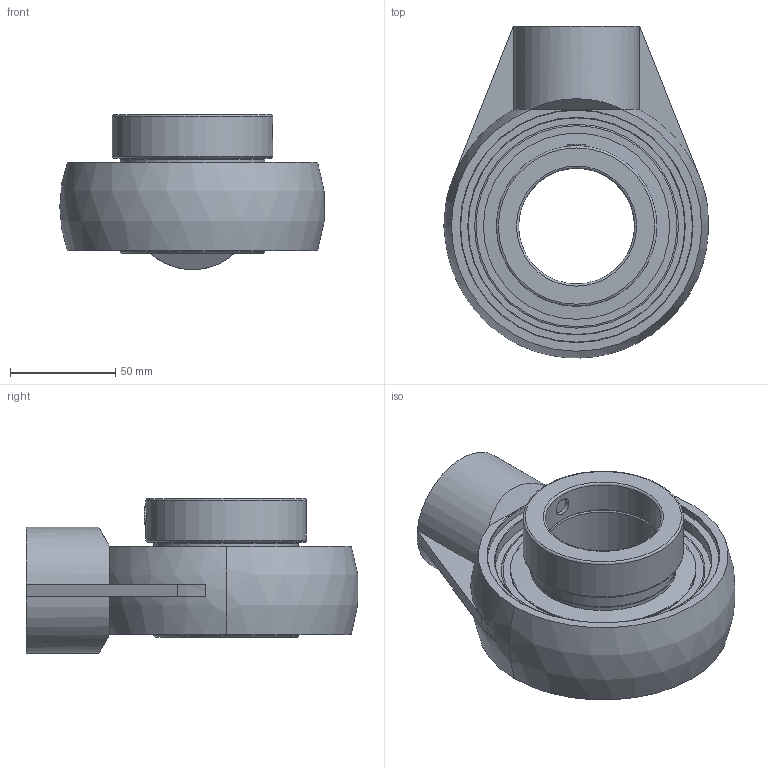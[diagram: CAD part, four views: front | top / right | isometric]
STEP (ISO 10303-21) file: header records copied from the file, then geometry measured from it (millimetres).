
FILE_DESCRIPTION(('HOOPS Exchange Step'),'2;1');
FILE_NAME('export-EED55E72-7236-42B2-A6F5-2A25CBB64702.stp','2020-05-20T08:34:09-07:00',('dkerr'),('Alibre'),'HOOPS Exchange 2020.0','Alibre','Unknown authorisation');
FILE_SCHEMA( ('AP242_MANAGED_MODEL_BASED_3D_ENGINEERING_MIM_LF {1 0 10303 442 1 1 4 }') );
Length unit declared in the file: inch
Products named in the file (8): MRN SHAM L4L 211; SNC 211 (Ball Bearing); SNC 211 (Shield); SNC 211 (Setscrew); SNC 211 (Collar); SNC 211 L4L (55mm) (Race); MRN SNC 211 L4L (55mm); MRN SNCSHAM 211 L4L (55mm)
Assembly tree (8 placements, depth 3):
  MRN SNCSHAM 211 L4L (55mm)
    MRN SHAM L4L 211
    MRN SNC 211 L4L (55mm)
      SNC 211 (Ball Bearing)
      SNC 211 (Shield)  x2
      SNC 211 (Setscrew)
      SNC 211 (Collar)
      SNC 211 L4L (55mm) (Race)
Bounding box: 125.5 x 157.57 x 73.53 mm (x, y, z)
Volume: 399785.6 mm3; surface area: 120864.6 mm2
Topology: 17 solids, 17 shells, 112 faces, 306 edges, 209 vertices
Faces by surface type: plane 46, cylinder 26, sphere 15, cone 14, torus 11
Full cylindrical faces by diameter (mm): 8.382 x3, 31.75 x1, 55 x2, 64.973 x2, 68.58 x4, 69.342 x2, 76.2 x1, 87.884 x2, 88.392 x2, 102.825 x1, 104.825 x1, 110.1 x1
Entity records: 4447 total; most frequent: CARTESIAN_POINT 1474, DIRECTION 656, ORIENTED_EDGE 524, AXIS2_PLACEMENT_3D 284, EDGE_CURVE 262, VERTEX_POINT 195, CIRCLE 153, EDGE_LOOP 123
